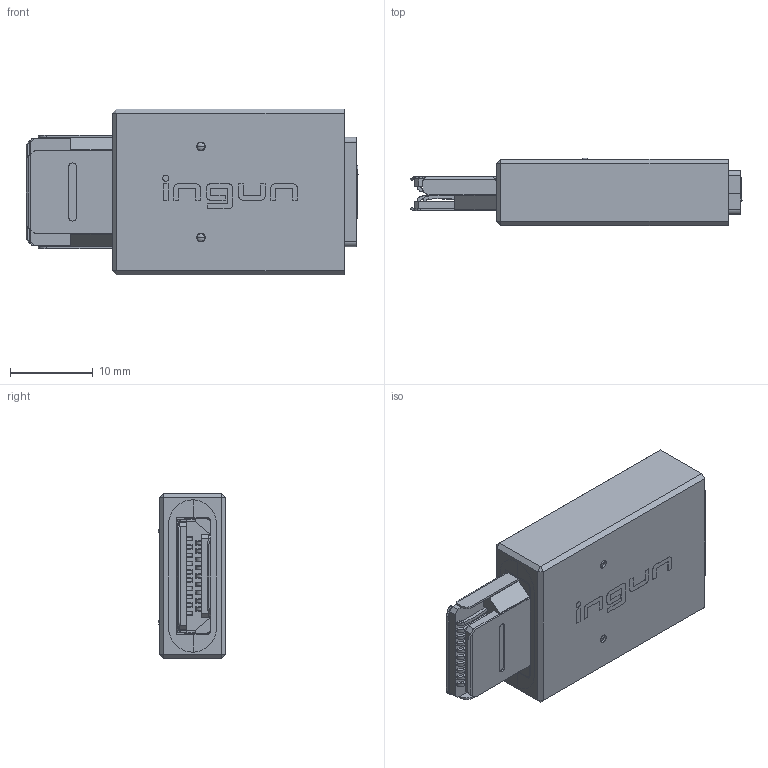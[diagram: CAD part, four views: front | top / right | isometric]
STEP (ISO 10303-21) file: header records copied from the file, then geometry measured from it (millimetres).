
FILE_DESCRIPTION (( 'STEP AP203' ), '1' );
FILE_NAME ('INGUN_112626.STEP', '2021-12-01T08:12:51', ( 'ochi' ), ( '' ), 'SwSTEP 2.0', 'SolidWorks 2018', '' );
FILE_SCHEMA (( 'CONFIG_CONTROL_DESIGN' ));
Length unit declared in the file: millimetre
Products named in the file (1): INGUN_112626
Bounding box: 40.05 x 8.15 x 20 mm (x, y, z)
Volume: 4836.8 mm3; surface area: 3636 mm2
Topology: 1 solids, 1 shells, 1370 faces, 3774 edges, 2400 vertices
Faces by surface type: plane 971, cylinder 365, cone 18, sphere 8, bspline 8
Entity records: 43299 total; most frequent: CARTESIAN_POINT 7961, ORIENTED_EDGE 7548, DIRECTION 7152, EDGE_CURVE 3774, LINE 2926, VECTOR 2926, VERTEX_POINT 2400, AXIS2_PLACEMENT_3D 2113
